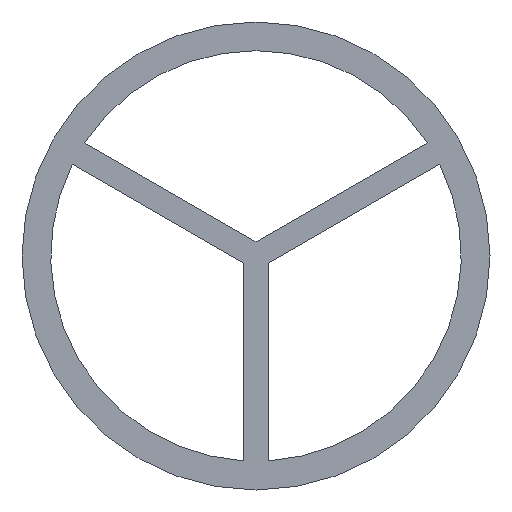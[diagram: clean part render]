
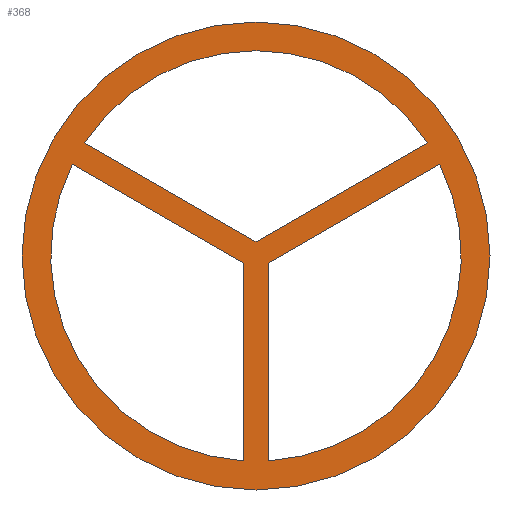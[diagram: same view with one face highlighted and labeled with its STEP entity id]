
A CAD part, front view. The second image highlights one B-rep face of the part: STEP entity #368.
In plain terms, the highlighted planar face has unit normal (0, -1, 0).
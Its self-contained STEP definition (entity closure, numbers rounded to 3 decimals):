
#1 = CARTESIAN_POINT ( 'NONE',  ( -1.5, 0., -0.866 ) ) ;
#21 = CARTESIAN_POINT ( 'NONE',  ( 0., 0., 1.732 ) ) ;
#22 = EDGE_LOOP ( 'NONE', ( #56, #54, #160 ) ) ;
#31 = ORIENTED_EDGE ( 'NONE', *, *, #338, .T. ) ;
#34 = LINE ( 'NONE', #410, #43 ) ;
#38 = VERTEX_POINT ( 'NONE', #100 ) ;
#43 = VECTOR ( 'NONE', #229, 1000. ) ;
#44 = DIRECTION ( 'NONE',  ( 0., 0., 1. ) ) ;
#50 = CIRCLE ( 'NONE', #180, 28.5 ) ;
#54 = ORIENTED_EDGE ( 'NONE', *, *, #246, .T. ) ;
#56 = ORIENTED_EDGE ( 'NONE', *, *, #404, .T. ) ;
#61 = DIRECTION ( 'NONE',  ( -0.866, 0., 0.5 ) ) ;
#62 = VERTEX_POINT ( 'NONE', #1 ) ;
#72 = VERTEX_POINT ( 'NONE', #138 ) ;
#76 = DIRECTION ( 'NONE',  ( 0., 1., 0. ) ) ;
#80 = CARTESIAN_POINT ( 'NONE',  ( 0., 0., -28.5 ) ) ;
#85 = VERTEX_POINT ( 'NONE', #437 ) ;
#88 = LINE ( 'NONE', #393, #283 ) ;
#89 = EDGE_LOOP ( 'NONE', ( #115, #308, #230 ) ) ;
#90 = LINE ( 'NONE', #21, #270 ) ;
#91 = EDGE_CURVE ( 'NONE', #85, #170, #213, .T. ) ;
#93 = DIRECTION ( 'NONE',  ( 0., 1., 0. ) ) ;
#100 = CARTESIAN_POINT ( 'NONE',  ( -20.862, 0., 13.777 ) ) ;
#103 = DIRECTION ( 'NONE',  ( 0., 0., 1. ) ) ;
#105 = EDGE_CURVE ( 'NONE', #341, #85, #34, .T. ) ;
#115 = ORIENTED_EDGE ( 'NONE', *, *, #105, .T. ) ;
#116 = EDGE_CURVE ( 'NONE', #224, #392, #50, .T. ) ;
#119 = CARTESIAN_POINT ( 'NONE',  ( -22.362, 0., 11.178 ) ) ;
#121 = LINE ( 'NONE', #297, #236 ) ;
#122 = CARTESIAN_POINT ( 'NONE',  ( -1.5, 0., -24.955 ) ) ;
#126 = FACE_BOUND ( 'NONE', #322, .T. ) ;
#133 = DIRECTION ( 'NONE',  ( 0., 0., -1. ) ) ;
#137 = EDGE_CURVE ( 'NONE', #392, #224, #162, .T. ) ;
#138 = CARTESIAN_POINT ( 'NONE',  ( 0., 0., 1.732 ) ) ;
#141 = AXIS2_PLACEMENT_3D ( 'NONE', #241, #281, #44 ) ;
#145 = VECTOR ( 'NONE', #133, 1000. ) ;
#153 = CARTESIAN_POINT ( 'NONE',  ( 1.5, 0., -0.866 ) ) ;
#160 = ORIENTED_EDGE ( 'NONE', *, *, #320, .T. ) ;
#162 = CIRCLE ( 'NONE', #413, 28.5 ) ;
#170 = VERTEX_POINT ( 'NONE', #419 ) ;
#172 = EDGE_CURVE ( 'NONE', #170, #341, #242, .T. ) ;
#180 = AXIS2_PLACEMENT_3D ( 'NONE', #314, #343, #103 ) ;
#188 = ORIENTED_EDGE ( 'NONE', *, *, #116, .F. ) ;
#195 = DIRECTION ( 'NONE',  ( 0., 0., 1. ) ) ;
#197 = ORIENTED_EDGE ( 'NONE', *, *, #260, .T. ) ;
#210 = VECTOR ( 'NONE', #211, 1000. ) ;
#211 = DIRECTION ( 'NONE',  ( 0., 0., 1. ) ) ;
#213 = CIRCLE ( 'NONE', #433, 25. ) ;
#215 = DIRECTION ( 'NONE',  ( -0.866, 0., -0.5 ) ) ;
#220 = CARTESIAN_POINT ( 'NONE',  ( 0., 0., 0. ) ) ;
#224 = VERTEX_POINT ( 'NONE', #80 ) ;
#229 = DIRECTION ( 'NONE',  ( 0.866, 0., 0.5 ) ) ;
#230 = ORIENTED_EDGE ( 'NONE', *, *, #172, .T. ) ;
#236 = VECTOR ( 'NONE', #61, 1000. ) ;
#241 = CARTESIAN_POINT ( 'NONE',  ( 0., 0., 0. ) ) ;
#242 = LINE ( 'NONE', #346, #210 ) ;
#244 = EDGE_CURVE ( 'NONE', #38, #388, #329, .T. ) ;
#246 = EDGE_CURVE ( 'NONE', #364, #367, #387, .T. ) ;
#247 = DIRECTION ( 'NONE',  ( 0., 0., 1. ) ) ;
#249 = CARTESIAN_POINT ( 'NONE',  ( 0., 0., 0. ) ) ;
#252 = FACE_BOUND ( 'NONE', #89, .T. ) ;
#257 = FACE_OUTER_BOUND ( 'NONE', #438, .T. ) ;
#260 = EDGE_CURVE ( 'NONE', #72, #38, #121, .T. ) ;
#261 = FACE_BOUND ( 'NONE', #22, .T. ) ;
#265 = ORIENTED_EDGE ( 'NONE', *, *, #244, .T. ) ;
#270 = VECTOR ( 'NONE', #215, 1000. ) ;
#272 = CARTESIAN_POINT ( 'NONE',  ( 20.862, 0., 13.777 ) ) ;
#281 = DIRECTION ( 'NONE',  ( 0., 1., 0. ) ) ;
#282 = CARTESIAN_POINT ( 'NONE',  ( 0., 0., 0. ) ) ;
#283 = VECTOR ( 'NONE', #295, 1000. ) ;
#295 = DIRECTION ( 'NONE',  ( 0.866, 0., -0.5 ) ) ;
#297 = CARTESIAN_POINT ( 'NONE',  ( 0., 0., 1.732 ) ) ;
#298 = AXIS2_PLACEMENT_3D ( 'NONE', #220, #93, #195 ) ;
#300 = ORIENTED_EDGE ( 'NONE', *, *, #137, .F. ) ;
#303 = LINE ( 'NONE', #369, #145 ) ;
#308 = ORIENTED_EDGE ( 'NONE', *, *, #91, .T. ) ;
#310 = DIRECTION ( 'NONE',  ( 0., 0., 1. ) ) ;
#314 = CARTESIAN_POINT ( 'NONE',  ( 0., 0., 0. ) ) ;
#320 = EDGE_CURVE ( 'NONE', #367, #62, #88, .T. ) ;
#322 = EDGE_LOOP ( 'NONE', ( #265, #31, #197 ) ) ;
#329 = CIRCLE ( 'NONE', #141, 25. ) ;
#334 = CARTESIAN_POINT ( 'NONE',  ( 0., 0., 0. ) ) ;
#338 = EDGE_CURVE ( 'NONE', #388, #72, #90, .T. ) ;
#341 = VERTEX_POINT ( 'NONE', #153 ) ;
#343 = DIRECTION ( 'NONE',  ( 0., 1., 0. ) ) ;
#346 = CARTESIAN_POINT ( 'NONE',  ( 1.5, 0., -0.866 ) ) ;
#352 = DIRECTION ( 'NONE',  ( 0., 1., 0. ) ) ;
#364 = VERTEX_POINT ( 'NONE', #122 ) ;
#367 = VERTEX_POINT ( 'NONE', #119 ) ;
#368 = ADVANCED_FACE ( 'NONE', ( #261, #252, #257, #126 ), #396, .F. ) ;
#369 = CARTESIAN_POINT ( 'NONE',  ( -1.5, 0., -0.866 ) ) ;
#381 = DIRECTION ( 'NONE',  ( 0., 0., 1. ) ) ;
#387 = CIRCLE ( 'NONE', #397, 25. ) ;
#388 = VERTEX_POINT ( 'NONE', #272 ) ;
#392 = VERTEX_POINT ( 'NONE', #406 ) ;
#393 = CARTESIAN_POINT ( 'NONE',  ( -1.5, 0., -0.866 ) ) ;
#396 = PLANE ( 'NONE',  #298 ) ;
#397 = AXIS2_PLACEMENT_3D ( 'NONE', #282, #416, #381 ) ;
#404 = EDGE_CURVE ( 'NONE', #62, #364, #303, .T. ) ;
#406 = CARTESIAN_POINT ( 'NONE',  ( 0., 0., 28.5 ) ) ;
#410 = CARTESIAN_POINT ( 'NONE',  ( 1.5, 0., -0.866 ) ) ;
#413 = AXIS2_PLACEMENT_3D ( 'NONE', #249, #352, #247 ) ;
#416 = DIRECTION ( 'NONE',  ( 0., 1., 0. ) ) ;
#419 = CARTESIAN_POINT ( 'NONE',  ( 1.5, 0., -24.955 ) ) ;
#433 = AXIS2_PLACEMENT_3D ( 'NONE', #334, #76, #310 ) ;
#437 = CARTESIAN_POINT ( 'NONE',  ( 22.362, 0., 11.178 ) ) ;
#438 = EDGE_LOOP ( 'NONE', ( #188, #300 ) ) ;
